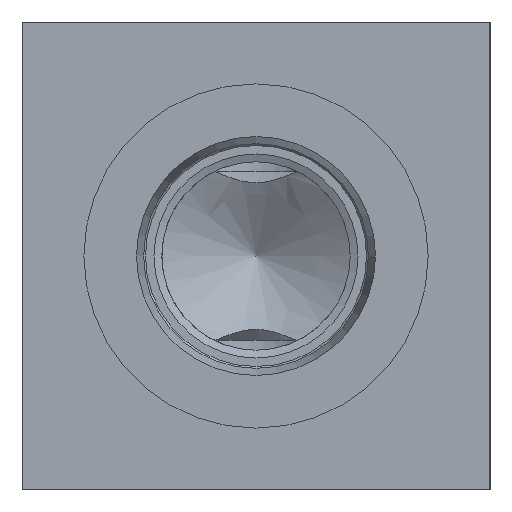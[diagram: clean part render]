
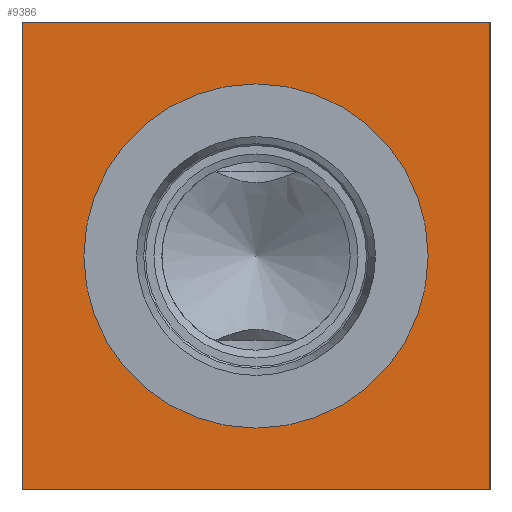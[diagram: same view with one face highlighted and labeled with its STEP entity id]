
A CAD part, left-side view. The second image highlights one B-rep face of the part: STEP entity #9386.
In plain terms, the highlighted planar face has unit normal (-1, 0, 0).
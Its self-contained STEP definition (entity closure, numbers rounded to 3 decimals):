
#216=CIRCLE('',#9691,21.019);
#217=CIRCLE('',#9692,21.019);
#497=FACE_BOUND('',#1783,.T.);
#745=PLANE('',#10053);
#1230=FACE_OUTER_BOUND('',#1782,.T.);
#1782=EDGE_LOOP('',(#8427,#8428,#8429,#8430));
#1783=EDGE_LOOP('',(#8431,#8432));
#2068=LINE('',#14555,#2847);
#2576=LINE('',#16484,#3355);
#2577=LINE('',#16485,#3356);
#2578=LINE('',#16486,#3357);
#2847=VECTOR('',#10446,10.);
#3355=VECTOR('',#12128,10.);
#3356=VECTOR('',#12129,10.);
#3357=VECTOR('',#12130,10.);
#3939=VERTEX_POINT('',#14548);
#3942=VERTEX_POINT('',#14553);
#4279=VERTEX_POINT('',#15775);
#4280=VERTEX_POINT('',#15776);
#4511=VERTEX_POINT('',#16482);
#4512=VERTEX_POINT('',#16483);
#4998=EDGE_CURVE('',#3942,#3939,#2068,.T.);
#5490=EDGE_CURVE('',#4279,#4280,#216,.T.);
#5491=EDGE_CURVE('',#4280,#4279,#217,.T.);
#5828=EDGE_CURVE('',#4511,#4512,#2576,.T.);
#5829=EDGE_CURVE('',#4512,#3939,#2577,.T.);
#5830=EDGE_CURVE('',#4511,#3942,#2578,.T.);
#8427=ORIENTED_EDGE('',*,*,#5828,.T.);
#8428=ORIENTED_EDGE('',*,*,#5829,.T.);
#8429=ORIENTED_EDGE('',*,*,#4998,.F.);
#8430=ORIENTED_EDGE('',*,*,#5830,.F.);
#8431=ORIENTED_EDGE('',*,*,#5490,.T.);
#8432=ORIENTED_EDGE('',*,*,#5491,.T.);
#9386=ADVANCED_FACE('',(#1230,#497),#745,.T.);
#9691=AXIS2_PLACEMENT_3D('',#15777,#11290,#11291);
#9692=AXIS2_PLACEMENT_3D('',#15778,#11292,#11293);
#10053=AXIS2_PLACEMENT_3D('',#16481,#12126,#12127);
#10446=DIRECTION('',(0.,-1.,0.));
#11290=DIRECTION('center_axis',(1.,0.,0.));
#11291=DIRECTION('ref_axis',(0.,0.,1.));
#11292=DIRECTION('center_axis',(1.,0.,0.));
#11293=DIRECTION('ref_axis',(0.,0.,1.));
#12126=DIRECTION('center_axis',(-1.,0.,0.));
#12127=DIRECTION('ref_axis',(0.,-1.,0.));
#12128=DIRECTION('',(0.,-1.,0.));
#12129=DIRECTION('',(0.,0.,1.));
#12130=DIRECTION('',(0.,0.,1.));
#14548=CARTESIAN_POINT('',(0.,0.,57.15));
#14553=CARTESIAN_POINT('',(0.,57.15,57.15));
#14555=CARTESIAN_POINT('',(0.,57.15,57.15));
#15775=CARTESIAN_POINT('',(0.,28.575,49.594));
#15776=CARTESIAN_POINT('',(0.,28.575,7.556));
#15777=CARTESIAN_POINT('Origin',(0.,28.575,28.575));
#15778=CARTESIAN_POINT('Origin',(0.,28.575,28.575));
#16481=CARTESIAN_POINT('Origin',(0.,57.15,0.));
#16482=CARTESIAN_POINT('',(0.,57.15,0.));
#16483=CARTESIAN_POINT('',(0.,0.,0.));
#16484=CARTESIAN_POINT('',(0.,57.15,0.));
#16485=CARTESIAN_POINT('',(0.,0.,0.));
#16486=CARTESIAN_POINT('',(0.,57.15,0.));
